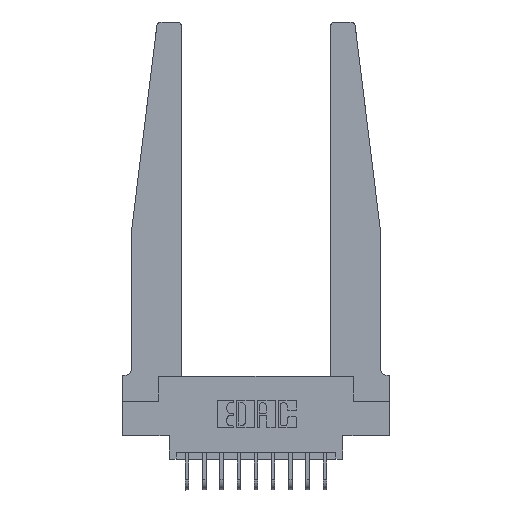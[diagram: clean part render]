
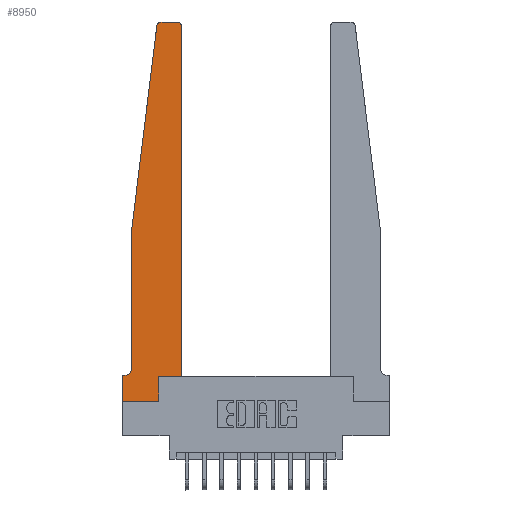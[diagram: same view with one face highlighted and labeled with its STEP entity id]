
A CAD part, top view. The second image highlights one B-rep face of the part: STEP entity #8950.
In plain terms, the highlighted planar face has unit normal (0, 0, 1).
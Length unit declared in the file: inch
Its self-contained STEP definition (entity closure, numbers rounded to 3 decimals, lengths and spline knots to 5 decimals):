
#21 = DIRECTION ( 'NONE',  ( -1., 0., 0. ) ) ;
#88 = AXIS2_PLACEMENT_3D ( 'NONE', #11679, #6399, #3682 ) ;
#365 = VERTEX_POINT ( 'NONE', #8662 ) ;
#383 = EDGE_CURVE ( 'NONE', #14150, #6260, #16644, .T. ) ;
#969 = DIRECTION ( 'NONE',  ( 0., 1., 0. ) ) ;
#976 = VERTEX_POINT ( 'NONE', #4694 ) ;
#1125 = VERTEX_POINT ( 'NONE', #9490 ) ;
#1130 = CARTESIAN_POINT ( 'NONE',  ( 0.27653, 2.72, 0.37 ) ) ;
#1501 = DIRECTION ( 'NONE',  ( 1., 0., 0. ) ) ;
#1582 = EDGE_CURVE ( 'NONE', #976, #5593, #8204, .T. ) ;
#2024 = DIRECTION ( 'NONE',  ( 0., -1., 0. ) ) ;
#2050 = CARTESIAN_POINT ( 'NONE',  ( 0.015, 0.2375, 0.37 ) ) ;
#2392 = CARTESIAN_POINT ( 'NONE',  ( 0.2605, 0., 0.37 ) ) ;
#2393 = CARTESIAN_POINT ( 'NONE',  ( 0.395, 2.75, 0.37 ) ) ;
#2467 = ORIENTED_EDGE ( 'NONE', *, *, #5336, .T. ) ;
#2718 = VERTEX_POINT ( 'NONE', #13148 ) ;
#2781 = EDGE_CURVE ( 'NONE', #8337, #13825, #4409, .T. ) ;
#2883 = CARTESIAN_POINT ( 'NONE',  ( 0.425, 0.18, 0.37 ) ) ;
#3062 = CARTESIAN_POINT ( 'NONE',  ( 0.395, 2.72, 0.37 ) ) ;
#3269 = EDGE_CURVE ( 'NONE', #3763, #8337, #9222, .T. ) ;
#3277 = ORIENTED_EDGE ( 'NONE', *, *, #6139, .T. ) ;
#3323 = ORIENTED_EDGE ( 'NONE', *, *, #15122, .T. ) ;
#3365 = DIRECTION ( 'NONE',  ( 0., 0., -1. ) ) ;
#3550 = EDGE_CURVE ( 'NONE', #1125, #365, #8938, .T. ) ;
#3682 = DIRECTION ( 'NONE',  ( 1., 0., 0. ) ) ;
#3691 = VECTOR ( 'NONE', #3860, 39.37008 ) ;
#3763 = VERTEX_POINT ( 'NONE', #2392 ) ;
#3860 = DIRECTION ( 'NONE',  ( -0.122, -0.992, 0. ) ) ;
#4008 = CARTESIAN_POINT ( 'NONE',  ( 0.015, 0.1875, 0.37 ) ) ;
#4118 = VECTOR ( 'NONE', #2024, 39.37008 ) ;
#4267 = CARTESIAN_POINT ( 'NONE',  ( 0.425, 0.18, 0.37 ) ) ;
#4409 = LINE ( 'NONE', #4267, #7461 ) ;
#4638 = CARTESIAN_POINT ( 'NONE',  ( 0.065, 1.25, 0.37 ) ) ;
#4694 = CARTESIAN_POINT ( 'NONE',  ( 0.425, 2.72, 0.37 ) ) ;
#4724 = CARTESIAN_POINT ( 'NONE',  ( 0.25, 2.75, 0.37 ) ) ;
#5205 = AXIS2_PLACEMENT_3D ( 'NONE', #2050, #3365, #6072 ) ;
#5336 = EDGE_CURVE ( 'NONE', #365, #12068, #8439, .T. ) ;
#5358 = VECTOR ( 'NONE', #9353, 39.37008 ) ;
#5373 = CARTESIAN_POINT ( 'NONE',  ( 0.425, 0.18, 0.37 ) ) ;
#5493 = FACE_OUTER_BOUND ( 'NONE', #14616, .T. ) ;
#5593 = VERTEX_POINT ( 'NONE', #2393 ) ;
#5653 = AXIS2_PLACEMENT_3D ( 'NONE', #1130, #13024, #15624 ) ;
#5909 = VECTOR ( 'NONE', #13273, 39.37008 ) ;
#5970 = LINE ( 'NONE', #8776, #4118 ) ;
#6072 = DIRECTION ( 'NONE',  ( -1., 0., 0. ) ) ;
#6139 = EDGE_CURVE ( 'NONE', #5593, #1125, #12752, .T. ) ;
#6181 = EDGE_CURVE ( 'NONE', #12068, #2718, #14365, .T. ) ;
#6260 = VERTEX_POINT ( 'NONE', #7954 ) ;
#6306 = DIRECTION ( 'NONE',  ( 1., 0., 0. ) ) ;
#6399 = DIRECTION ( 'NONE',  ( 0., 0., 1. ) ) ;
#6508 = PLANE ( 'NONE',  #88 ) ;
#7441 = ORIENTED_EDGE ( 'NONE', *, *, #9002, .T. ) ;
#7461 = VECTOR ( 'NONE', #1501, 39.37008 ) ;
#7813 = AXIS2_PLACEMENT_3D ( 'NONE', #3062, #16834, #6306 ) ;
#7954 = CARTESIAN_POINT ( 'NONE',  ( 0., 0.1875, 0.37 ) ) ;
#7957 = CARTESIAN_POINT ( 'NONE',  ( 0., 0., 0.37 ) ) ;
#8204 = CIRCLE ( 'NONE', #7813, 0.03 ) ;
#8337 = VERTEX_POINT ( 'NONE', #11062 ) ;
#8439 = LINE ( 'NONE', #9298, #3691 ) ;
#8662 = CARTESIAN_POINT ( 'NONE',  ( 0.24675, 2.72367, 0.37 ) ) ;
#8776 = CARTESIAN_POINT ( 'NONE',  ( 0., 0., 0.37 ) ) ;
#8938 = CIRCLE ( 'NONE', #5653, 0.03 ) ;
#8950 = ADVANCED_FACE ( 'NONE', ( #5493 ), #6508, .T. ) ;
#9002 = EDGE_CURVE ( 'NONE', #13852, #3763, #11051, .T. ) ;
#9222 = LINE ( 'NONE', #13938, #16816 ) ;
#9298 = CARTESIAN_POINT ( 'NONE',  ( 0.065, 1.25, 0.37 ) ) ;
#9353 = DIRECTION ( 'NONE',  ( 0., -1., 0. ) ) ;
#9490 = CARTESIAN_POINT ( 'NONE',  ( 0.27653, 2.75, 0.37 ) ) ;
#9546 = ORIENTED_EDGE ( 'NONE', *, *, #3269, .T. ) ;
#9662 = LINE ( 'NONE', #5373, #12134 ) ;
#9935 = DIRECTION ( 'NONE',  ( -1., 0., 0. ) ) ;
#10553 = ORIENTED_EDGE ( 'NONE', *, *, #15454, .T. ) ;
#11051 = LINE ( 'NONE', #11959, #5909 ) ;
#11062 = CARTESIAN_POINT ( 'NONE',  ( 0.2605, 0.18, 0.37 ) ) ;
#11508 = ORIENTED_EDGE ( 'NONE', *, *, #3550, .T. ) ;
#11679 = CARTESIAN_POINT ( 'NONE',  ( 0., 0.1875, 0.37 ) ) ;
#11945 = VECTOR ( 'NONE', #21, 39.37008 ) ;
#11959 = CARTESIAN_POINT ( 'NONE',  ( 0., 0., 0.37 ) ) ;
#12068 = VERTEX_POINT ( 'NONE', #4638 ) ;
#12134 = VECTOR ( 'NONE', #15858, 39.37008 ) ;
#12619 = EDGE_CURVE ( 'NONE', #2718, #14150, #13521, .T. ) ;
#12752 = LINE ( 'NONE', #4724, #13568 ) ;
#13024 = DIRECTION ( 'NONE',  ( 0., 0., 1. ) ) ;
#13148 = CARTESIAN_POINT ( 'NONE',  ( 0.065, 0.2375, 0.37 ) ) ;
#13273 = DIRECTION ( 'NONE',  ( 1., 0., 0. ) ) ;
#13313 = ORIENTED_EDGE ( 'NONE', *, *, #1582, .T. ) ;
#13474 = ORIENTED_EDGE ( 'NONE', *, *, #12619, .T. ) ;
#13521 = CIRCLE ( 'NONE', #5205, 0.05 ) ;
#13568 = VECTOR ( 'NONE', #9935, 39.37008 ) ;
#13825 = VERTEX_POINT ( 'NONE', #2883 ) ;
#13852 = VERTEX_POINT ( 'NONE', #7957 ) ;
#13938 = CARTESIAN_POINT ( 'NONE',  ( 0.2605, 0.18, 0.37 ) ) ;
#14150 = VERTEX_POINT ( 'NONE', #4008 ) ;
#14365 = LINE ( 'NONE', #15483, #5358 ) ;
#14509 = ORIENTED_EDGE ( 'NONE', *, *, #383, .T. ) ;
#14616 = EDGE_LOOP ( 'NONE', ( #3277, #11508, #2467, #14986, #13474, #14509, #10553, #7441, #9546, #15918, #3323, #13313 ) ) ;
#14986 = ORIENTED_EDGE ( 'NONE', *, *, #6181, .T. ) ;
#15122 = EDGE_CURVE ( 'NONE', #13825, #976, #9662, .T. ) ;
#15454 = EDGE_CURVE ( 'NONE', #6260, #13852, #5970, .T. ) ;
#15483 = CARTESIAN_POINT ( 'NONE',  ( 0.065, 1.25, 0.37 ) ) ;
#15624 = DIRECTION ( 'NONE',  ( 1., 0., 0. ) ) ;
#15726 = CARTESIAN_POINT ( 'NONE',  ( 0.065, 0.1875, 0.37 ) ) ;
#15858 = DIRECTION ( 'NONE',  ( 0., 1., 0. ) ) ;
#15918 = ORIENTED_EDGE ( 'NONE', *, *, #2781, .T. ) ;
#16644 = LINE ( 'NONE', #15726, #11945 ) ;
#16816 = VECTOR ( 'NONE', #969, 39.37008 ) ;
#16834 = DIRECTION ( 'NONE',  ( 0., 0., 1. ) ) ;
